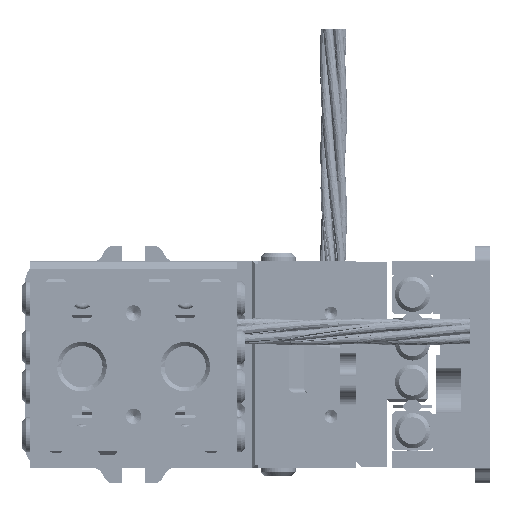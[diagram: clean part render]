
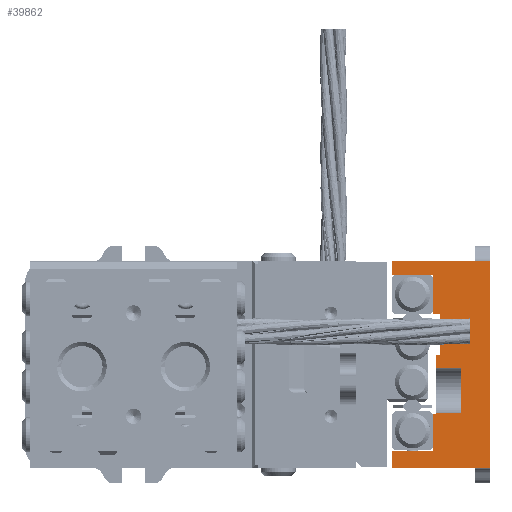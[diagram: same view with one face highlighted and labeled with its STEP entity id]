
A CAD part, left-side view. The second image highlights one B-rep face of the part: STEP entity #39862.
In plain terms, the highlighted face is planar.
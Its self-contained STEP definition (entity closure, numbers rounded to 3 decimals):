
#441 = VERTEX_POINT ( 'NONE', #36573 ) ;
#663 = CARTESIAN_POINT ( 'NONE',  ( 10., 5.5, -4.9 ) ) ;
#1185 = CARTESIAN_POINT ( 'NONE',  ( 10., 5.2, -0.9 ) ) ;
#1896 = CARTESIAN_POINT ( 'NONE',  ( 10., 5.5, -10. ) ) ;
#2779 = ORIENTED_EDGE ( 'NONE', *, *, #37178, .F. ) ;
#2869 = LINE ( 'NONE', #15415, #44814 ) ;
#3859 = VECTOR ( 'NONE', #37053, 1000. ) ;
#4162 = CARTESIAN_POINT ( 'NONE',  ( 10., 9.5, -10. ) ) ;
#4902 = DIRECTION ( 'NONE',  ( 0., 0., -1. ) ) ;
#5939 = VECTOR ( 'NONE', #20242, 1000. ) ;
#6950 = DIRECTION ( 'NONE',  ( 0., 0., 1. ) ) ;
#7453 = VERTEX_POINT ( 'NONE', #11633 ) ;
#7772 = VECTOR ( 'NONE', #30594, 1000. ) ;
#9254 = ORIENTED_EDGE ( 'NONE', *, *, #44819, .F. ) ;
#9617 = EDGE_CURVE ( 'NONE', #37323, #27262, #13341, .T. ) ;
#9930 = VERTEX_POINT ( 'NONE', #26661 ) ;
#10137 = CARTESIAN_POINT ( 'NONE',  ( 10., 5.2, 4.8 ) ) ;
#10544 = VERTEX_POINT ( 'NONE', #33992 ) ;
#10615 = VERTEX_POINT ( 'NONE', #49554 ) ;
#10987 = VECTOR ( 'NONE', #34416, 1000. ) ;
#11033 = VERTEX_POINT ( 'NONE', #49040 ) ;
#11436 = CARTESIAN_POINT ( 'NONE',  ( 10., 0., 10. ) ) ;
#11633 = CARTESIAN_POINT ( 'NONE',  ( 10., 2.8, 4.7 ) ) ;
#12401 = VECTOR ( 'NONE', #34312, 1000. ) ;
#12735 = ORIENTED_EDGE ( 'NONE', *, *, #30963, .F. ) ;
#13291 = DIRECTION ( 'NONE',  ( 0., 0., -1. ) ) ;
#13341 = LINE ( 'NONE', #15039, #34294 ) ;
#13342 = ORIENTED_EDGE ( 'NONE', *, *, #44965, .T. ) ;
#13620 = CARTESIAN_POINT ( 'NONE',  ( 10., 5.5, -10. ) ) ;
#13871 = CARTESIAN_POINT ( 'NONE',  ( 10., 0., -10. ) ) ;
#13928 = VECTOR ( 'NONE', #6950, 1000. ) ;
#14043 = DIRECTION ( 'NONE',  ( 0., 0., 1. ) ) ;
#14489 = CARTESIAN_POINT ( 'NONE',  ( 10., 5.2, -0.9 ) ) ;
#15004 = CARTESIAN_POINT ( 'NONE',  ( 10., 5.5, 8.4 ) ) ;
#15039 = CARTESIAN_POINT ( 'NONE',  ( 10., 5.2, 4.8 ) ) ;
#15253 = DIRECTION ( 'NONE',  ( 0., 1., 0. ) ) ;
#15415 = CARTESIAN_POINT ( 'NONE',  ( 10., -2.033, 0.3 ) ) ;
#15582 = CARTESIAN_POINT ( 'NONE',  ( 10., 5.2, 4.7 ) ) ;
#15868 = LINE ( 'NONE', #24636, #42818 ) ;
#16074 = DIRECTION ( 'NONE',  ( 0., 1., 0. ) ) ;
#16508 = EDGE_CURVE ( 'NONE', #11033, #9930, #31564, .T. ) ;
#17893 = ORIENTED_EDGE ( 'NONE', *, *, #16508, .F. ) ;
#18106 = CARTESIAN_POINT ( 'NONE',  ( 10., 5.2, 4.8 ) ) ;
#18318 = DIRECTION ( 'NONE',  ( 0., 1., 0. ) ) ;
#18519 = DIRECTION ( 'NONE',  ( 0., -1., 0. ) ) ;
#18706 = ORIENTED_EDGE ( 'NONE', *, *, #33755, .F. ) ;
#19409 = ORIENTED_EDGE ( 'NONE', *, *, #32503, .T. ) ;
#19423 = LINE ( 'NONE', #25627, #3859 ) ;
#19815 = EDGE_LOOP ( 'NONE', ( #43817, #41205, #31409, #38351, #2779, #13342, #26291, #38830, #39070, #18706, #19409, #43839, #21988, #20784, #17893, #33113, #9254, #12735 ) ) ;
#19938 = EDGE_CURVE ( 'NONE', #20818, #34151, #47984, .T. ) ;
#20072 = VECTOR ( 'NONE', #42309, 1000. ) ;
#20242 = DIRECTION ( 'NONE',  ( 0., -1., 0. ) ) ;
#20313 = LINE ( 'NONE', #34122, #7772 ) ;
#20349 = VERTEX_POINT ( 'NONE', #14489 ) ;
#20480 = EDGE_CURVE ( 'NONE', #7453, #27262, #47334, .T. ) ;
#20784 = ORIENTED_EDGE ( 'NONE', *, *, #32223, .F. ) ;
#20818 = VERTEX_POINT ( 'NONE', #40758 ) ;
#21921 = VECTOR ( 'NONE', #16074, 1000. ) ;
#21988 = ORIENTED_EDGE ( 'NONE', *, *, #46303, .F. ) ;
#22054 = DIRECTION ( 'NONE',  ( 0., 0., -1. ) ) ;
#22287 = VERTEX_POINT ( 'NONE', #13871 ) ;
#23790 = EDGE_CURVE ( 'NONE', #20349, #11033, #32902, .T. ) ;
#24117 = LINE ( 'NONE', #10137, #43310 ) ;
#24196 = VERTEX_POINT ( 'NONE', #24808 ) ;
#24636 = CARTESIAN_POINT ( 'NONE',  ( 10., 5.5, -10. ) ) ;
#24808 = CARTESIAN_POINT ( 'NONE',  ( 10., 5.5, -4.9 ) ) ;
#25405 = DIRECTION ( 'NONE',  ( -1., 0., 0. ) ) ;
#25580 = DIRECTION ( 'NONE',  ( 0., 0., 1. ) ) ;
#25627 = CARTESIAN_POINT ( 'NONE',  ( 10., 2.8, -10. ) ) ;
#26291 = ORIENTED_EDGE ( 'NONE', *, *, #27701, .T. ) ;
#26393 = VECTOR ( 'NONE', #18519, 1000. ) ;
#26661 = CARTESIAN_POINT ( 'NONE',  ( 10., 4.8, -4.9 ) ) ;
#27262 = VERTEX_POINT ( 'NONE', #15582 ) ;
#27701 = EDGE_CURVE ( 'NONE', #39672, #20818, #40917, .T. ) ;
#28256 = AXIS2_PLACEMENT_3D ( 'NONE', #30461, #25405, #25580 ) ;
#28727 = CARTESIAN_POINT ( 'NONE',  ( 10., 5.2, 0.3 ) ) ;
#28983 = VECTOR ( 'NONE', #38371, 1000. ) ;
#29749 = CARTESIAN_POINT ( 'NONE',  ( 10., 9.5, -10. ) ) ;
#30266 = LINE ( 'NONE', #30556, #20072 ) ;
#30461 = CARTESIAN_POINT ( 'NONE',  ( 10., 5.5, -10. ) ) ;
#30556 = CARTESIAN_POINT ( 'NONE',  ( 10., 0., -10. ) ) ;
#30594 = DIRECTION ( 'NONE',  ( 0., -1., 0. ) ) ;
#30963 = EDGE_CURVE ( 'NONE', #10615, #44482, #2869, .T. ) ;
#31409 = ORIENTED_EDGE ( 'NONE', *, *, #9617, .F. ) ;
#31564 = LINE ( 'NONE', #46189, #12401 ) ;
#32223 = EDGE_CURVE ( 'NONE', #9930, #24196, #45298, .T. ) ;
#32503 = EDGE_CURVE ( 'NONE', #36023, #441, #34493, .T. ) ;
#32583 = DIRECTION ( 'NONE',  ( 0., 0., -1. ) ) ;
#32780 = CARTESIAN_POINT ( 'NONE',  ( 10., 5.5, 4.8 ) ) ;
#32902 = LINE ( 'NONE', #1185, #5939 ) ;
#33113 = ORIENTED_EDGE ( 'NONE', *, *, #23790, .F. ) ;
#33755 = EDGE_CURVE ( 'NONE', #36023, #22287, #33777, .T. ) ;
#33777 = LINE ( 'NONE', #1896, #45157 ) ;
#33992 = CARTESIAN_POINT ( 'NONE',  ( 10., 5.5, 8.4 ) ) ;
#34122 = CARTESIAN_POINT ( 'NONE',  ( 10., 5.5, -8.7 ) ) ;
#34151 = VERTEX_POINT ( 'NONE', #11436 ) ;
#34168 = CARTESIAN_POINT ( 'NONE',  ( 10., 9.5, 8.4 ) ) ;
#34294 = VECTOR ( 'NONE', #22054, 1000. ) ;
#34312 = DIRECTION ( 'NONE',  ( 0., 0., -1. ) ) ;
#34416 = DIRECTION ( 'NONE',  ( 0., 1., 0. ) ) ;
#34493 = LINE ( 'NONE', #29749, #36879 ) ;
#34827 = CARTESIAN_POINT ( 'NONE',  ( 10., 5.5, 4.8 ) ) ;
#36023 = VERTEX_POINT ( 'NONE', #4162 ) ;
#36517 = PLANE ( 'NONE',  #28256 ) ;
#36540 = DIRECTION ( 'NONE',  ( 0., -1., 0. ) ) ;
#36573 = CARTESIAN_POINT ( 'NONE',  ( 10., 9.5, -8.7 ) ) ;
#36663 = EDGE_CURVE ( 'NONE', #34151, #22287, #30266, .T. ) ;
#36879 = VECTOR ( 'NONE', #14043, 1000. ) ;
#37053 = DIRECTION ( 'NONE',  ( 0., 0., 1. ) ) ;
#37137 = VECTOR ( 'NONE', #18318, 1000. ) ;
#37178 = EDGE_CURVE ( 'NONE', #10544, #38497, #15868, .T. ) ;
#37258 = EDGE_CURVE ( 'NONE', #10615, #7453, #19423, .T. ) ;
#37323 = VERTEX_POINT ( 'NONE', #18106 ) ;
#37413 = LINE ( 'NONE', #34827, #28983 ) ;
#38351 = ORIENTED_EDGE ( 'NONE', *, *, #47953, .F. ) ;
#38371 = DIRECTION ( 'NONE',  ( 0., -1., 0. ) ) ;
#38381 = FACE_OUTER_BOUND ( 'NONE', #19815, .T. ) ;
#38497 = VERTEX_POINT ( 'NONE', #32780 ) ;
#38830 = ORIENTED_EDGE ( 'NONE', *, *, #19938, .T. ) ;
#39019 = VECTOR ( 'NONE', #4902, 1000. ) ;
#39070 = ORIENTED_EDGE ( 'NONE', *, *, #36663, .T. ) ;
#39672 = VERTEX_POINT ( 'NONE', #34168 ) ;
#39862 = ADVANCED_FACE ( 'NONE', ( #38381 ), #36517, .F. ) ;
#40205 = LINE ( 'NONE', #13620, #39019 ) ;
#40417 = VERTEX_POINT ( 'NONE', #42550 ) ;
#40758 = CARTESIAN_POINT ( 'NONE',  ( 10., 9.5, 10. ) ) ;
#40917 = LINE ( 'NONE', #48972, #13928 ) ;
#41037 = EDGE_CURVE ( 'NONE', #441, #40417, #20313, .T. ) ;
#41205 = ORIENTED_EDGE ( 'NONE', *, *, #20480, .T. ) ;
#42309 = DIRECTION ( 'NONE',  ( 0., 0., -1. ) ) ;
#42550 = CARTESIAN_POINT ( 'NONE',  ( 10., 5.5, -8.7 ) ) ;
#42818 = VECTOR ( 'NONE', #13291, 1000. ) ;
#43310 = VECTOR ( 'NONE', #32583, 1000. ) ;
#43817 = ORIENTED_EDGE ( 'NONE', *, *, #37258, .T. ) ;
#43839 = ORIENTED_EDGE ( 'NONE', *, *, #41037, .T. ) ;
#44482 = VERTEX_POINT ( 'NONE', #28727 ) ;
#44507 = LINE ( 'NONE', #15004, #10987 ) ;
#44814 = VECTOR ( 'NONE', #15253, 1000. ) ;
#44819 = EDGE_CURVE ( 'NONE', #44482, #20349, #24117, .T. ) ;
#44965 = EDGE_CURVE ( 'NONE', #10544, #39672, #44507, .T. ) ;
#45157 = VECTOR ( 'NONE', #36540, 1000. ) ;
#45298 = LINE ( 'NONE', #663, #21921 ) ;
#46189 = CARTESIAN_POINT ( 'NONE',  ( 10., 4.8, -4.9 ) ) ;
#46303 = EDGE_CURVE ( 'NONE', #24196, #40417, #40205, .T. ) ;
#47334 = LINE ( 'NONE', #48808, #37137 ) ;
#47953 = EDGE_CURVE ( 'NONE', #38497, #37323, #37413, .T. ) ;
#47984 = LINE ( 'NONE', #48490, #26393 ) ;
#48490 = CARTESIAN_POINT ( 'NONE',  ( 10., 5.5, 10. ) ) ;
#48808 = CARTESIAN_POINT ( 'NONE',  ( 10., -2.033, 4.7 ) ) ;
#48972 = CARTESIAN_POINT ( 'NONE',  ( 10., 9.5, 10. ) ) ;
#49040 = CARTESIAN_POINT ( 'NONE',  ( 10., 4.8, -0.9 ) ) ;
#49554 = CARTESIAN_POINT ( 'NONE',  ( 10., 2.8, 0.3 ) ) ;
